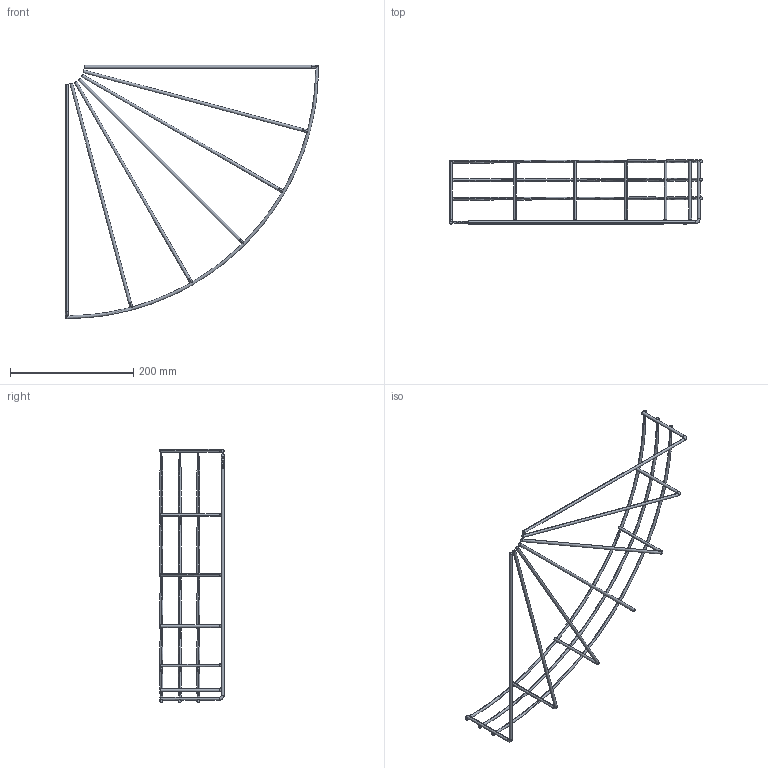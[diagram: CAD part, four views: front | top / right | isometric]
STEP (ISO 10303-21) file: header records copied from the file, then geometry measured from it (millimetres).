
FILE_DESCRIPTION (( 'STEP AP214' ), '1' );
FILE_NAME ('6002695_KSTP1.stp', '2018-09-27T05:29:29', ( '' ), ( '' ), 'SwSTEP 2.0', 'SolidWorks 2016', '' );
FILE_SCHEMA (( 'AUTOMOTIVE_DESIGN' ));
Length unit declared in the file: millimetre
Products named in the file (1): 6002695_KSTP1
Bounding box: 410.55 x 104.1 x 410.55 mm (x, y, z)
Volume: 90705.5 mm3; surface area: 77153.6 mm2
Topology: 1 solids, 1 shells, 80 faces, 282 edges, 180 vertices
Faces by surface type: cylinder 40, torus 20, plane 20
Entity records: 4141 total; most frequent: CARTESIAN_POINT 1755, ORIENTED_EDGE 564, DIRECTION 469, EDGE_CURVE 282, AXIS2_PLACEMENT_3D 204, VERTEX_POINT 180, CIRCLE 123, B_SPLINE_CURVE_WITH_KNOTS 84
